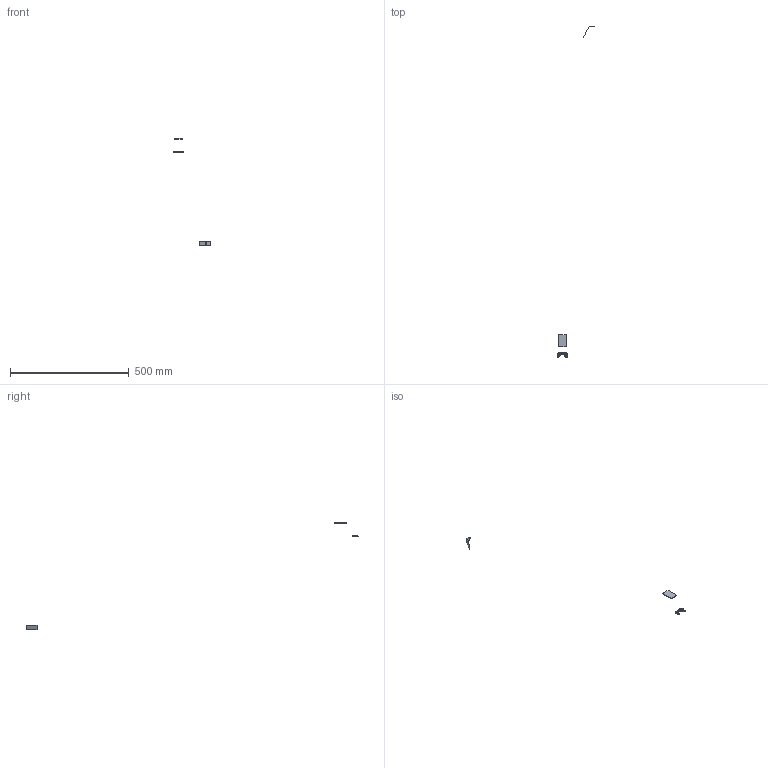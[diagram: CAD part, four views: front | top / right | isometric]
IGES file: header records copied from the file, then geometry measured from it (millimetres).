
Start section: SolidWorks IGES file using analytic representation for surfaces
Global section: file name: DOUBLEMAX 120-9A-125.IGS; native system: SolidWorks 2025; preprocessor: SolidWorks 2025; author: lucbi; date: 250508.110431; units: inch
Bounding box: 158.75 x 1396.53 x 450.93 mm (x, y, z)
Volume: 6780.3 mm3; surface area: 8229.5 mm2
Topology: 3 solids, 3 shells, 70 faces, 164 edges, 96 vertices
Faces by surface type: plane 44, bspline 26
